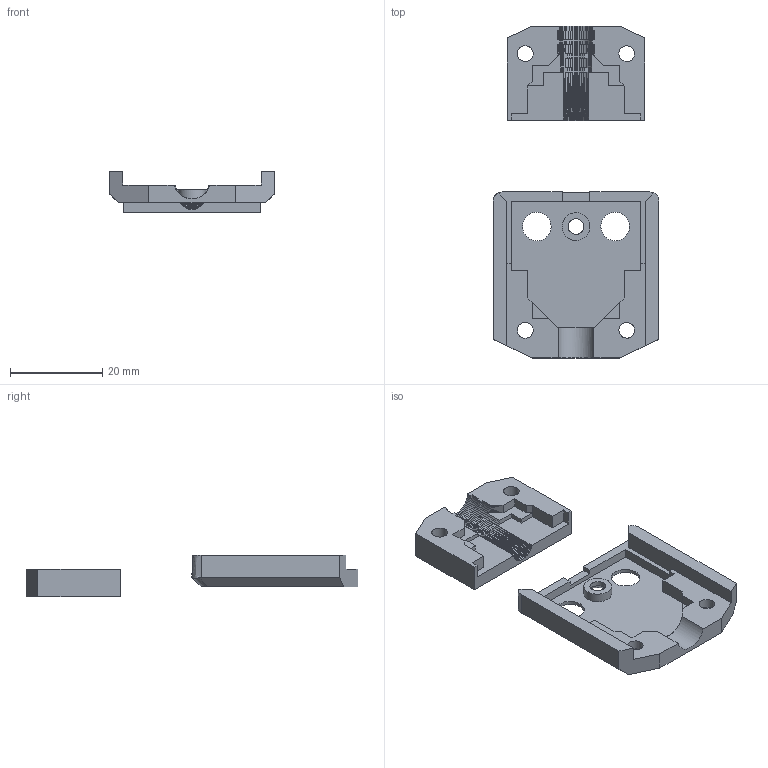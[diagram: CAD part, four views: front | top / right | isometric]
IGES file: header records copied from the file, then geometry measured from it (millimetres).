
Global section: file name: Bed Cable Cover_v8; native system: unknown; preprocessor: unknown; author: unknown; organization: unknown; date: 20200923.180107; units: millimetre
Bounding box: 36 x 72 x 9 mm (x, y, z)
Volume: 5247.6 mm3; surface area: 5529.9 mm2
Topology: 2 solids, 2 shells, 519 faces, 1207 edges, 695 vertices
Faces by surface type: bspline 519
